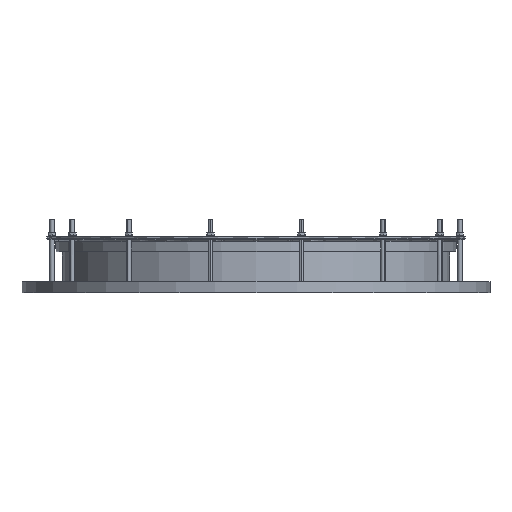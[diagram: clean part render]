
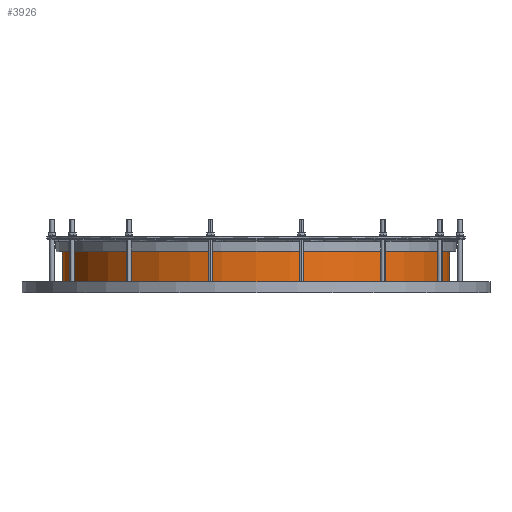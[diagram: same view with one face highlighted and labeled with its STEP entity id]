
A CAD part, front view. The second image highlights one B-rep face of the part: STEP entity #3926.
In plain terms, the highlighted cylindrical face has radius 519 mm (diameter 1038 mm), a partial arc.
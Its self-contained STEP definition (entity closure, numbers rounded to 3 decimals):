
#349 = VERTEX_POINT ( 'NONE', #4592 ) ;
#363 = VERTEX_POINT ( 'NONE', #4585 ) ;
#418 = VERTEX_POINT ( 'NONE', #4511 ) ;
#719 = ORIENTED_EDGE ( 'NONE', *, *, #4095, .F. ) ;
#755 = VERTEX_POINT ( 'NONE', #4298 ) ;
#1028 = ORIENTED_EDGE ( 'NONE', *, *, #11011, .T. ) ;
#2165 = AXIS2_PLACEMENT_3D ( 'NONE', #14033, #14034, #14038 ) ;
#2485 = CIRCLE ( 'NONE', #6168, 519. ) ;
#2510 = CIRCLE ( 'NONE', #6200, 519. ) ;
#2689 = ORIENTED_EDGE ( 'NONE', *, *, #4097, .T. ) ;
#3019 = CARTESIAN_POINT ( 'NONE',  ( -519., 0., 120. ) ) ;
#3023 = CARTESIAN_POINT ( 'NONE',  ( 519., 0., 120. ) ) ;
#3024 = DIRECTION ( 'NONE',  ( 0., 0., -1. ) ) ;
#3025 = DIRECTION ( 'NONE',  ( 0., 0., -1. ) ) ;
#3926 = ADVANCED_FACE ( 'NONE', ( #9933 ), #9924, .T. ) ;
#4095 = EDGE_CURVE ( 'NONE', #363, #349, #11466, .T. ) ;
#4097 = EDGE_CURVE ( 'NONE', #755, #418, #11477, .T. ) ;
#4298 = CARTESIAN_POINT ( 'NONE',  ( -519., 0., 110. ) ) ;
#4511 = CARTESIAN_POINT ( 'NONE',  ( -519., 0., 30. ) ) ;
#4585 = CARTESIAN_POINT ( 'NONE',  ( 519., 0., 110. ) ) ;
#4592 = CARTESIAN_POINT ( 'NONE',  ( 519., 0., 30. ) ) ;
#6168 = AXIS2_PLACEMENT_3D ( 'NONE', #6512, #6511, #6510 ) ;
#6200 = AXIS2_PLACEMENT_3D ( 'NONE', #6384, #6383, #6382 ) ;
#6382 = DIRECTION ( 'NONE',  ( 1., 0., 0. ) ) ;
#6383 = DIRECTION ( 'NONE',  ( 0., 0., 1. ) ) ;
#6384 = CARTESIAN_POINT ( 'NONE',  ( 0., 0., 110. ) ) ;
#6510 = DIRECTION ( 'NONE',  ( 1., 0., 0. ) ) ;
#6511 = DIRECTION ( 'NONE',  ( 0., 0., 1. ) ) ;
#6512 = CARTESIAN_POINT ( 'NONE',  ( 0., 0., 30. ) ) ;
#9924 = CYLINDRICAL_SURFACE ( 'NONE', #2165, 519. ) ;
#9933 = FACE_OUTER_BOUND ( 'NONE', #13163, .T. ) ;
#11011 = EDGE_CURVE ( 'NONE', #418, #349, #2485, .T. ) ;
#11043 = EDGE_CURVE ( 'NONE', #755, #363, #2510, .T. ) ;
#11458 = VECTOR ( 'NONE', #3024, 1000. ) ;
#11466 = LINE ( 'NONE', #3023, #11530 ) ;
#11477 = LINE ( 'NONE', #3019, #11458 ) ;
#11530 = VECTOR ( 'NONE', #3025, 1000. ) ;
#12666 = ORIENTED_EDGE ( 'NONE', *, *, #11043, .F. ) ;
#13163 = EDGE_LOOP ( 'NONE', ( #719, #12666, #2689, #1028 ) ) ;
#14033 = CARTESIAN_POINT ( 'NONE',  ( 0., 0., 120. ) ) ;
#14034 = DIRECTION ( 'NONE',  ( 0., 0., -1. ) ) ;
#14038 = DIRECTION ( 'NONE',  ( -1., 0., 0. ) ) ;
